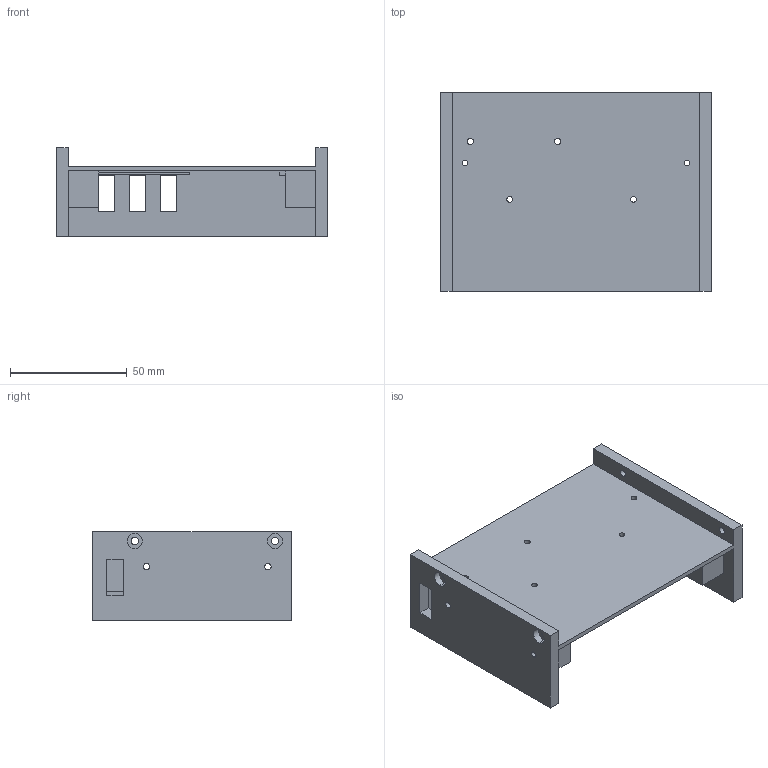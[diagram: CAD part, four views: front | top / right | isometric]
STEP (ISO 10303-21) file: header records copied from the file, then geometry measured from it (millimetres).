
FILE_DESCRIPTION (( 'STEP AP203' ), '1' );
FILE_NAME ('Komputer-body.STEP', '2018-05-18T07:29:49', ( '' ), ( '' ), 'SwSTEP 2.0', 'SolidWorks 2018', '' );
FILE_SCHEMA (( 'CONFIG_CONTROL_DESIGN' ));
Length unit declared in the file: millimetre
Products named in the file (1): Komputer-body
Bounding box: 116 x 85 x 38 mm (x, y, z)
Volume: 81811.8 mm3; surface area: 40583.7 mm2
Topology: 1 solids, 1 shells, 93 faces, 257 edges, 168 vertices
Faces by surface type: plane 49, cylinder 40, cone 4
Entity records: 3100 total; most frequent: DIRECTION 521, CARTESIAN_POINT 515, ORIENTED_EDGE 506, EDGE_CURVE 253, AXIS2_PLACEMENT_3D 174, LINE 173, VECTOR 173, VERTEX_POINT 168
